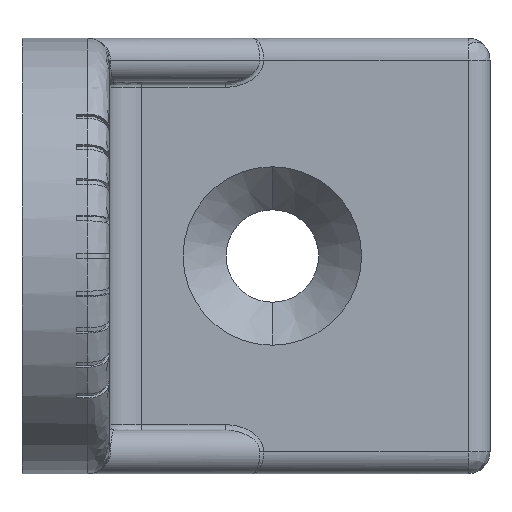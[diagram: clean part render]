
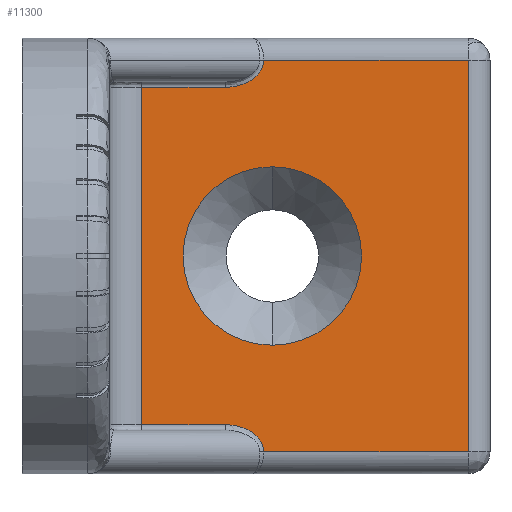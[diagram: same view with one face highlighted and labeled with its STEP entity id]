
A CAD part, left-side view. The second image highlights one B-rep face of the part: STEP entity #11300.
In plain terms, the highlighted planar face has unit normal (-1, 0, 0).
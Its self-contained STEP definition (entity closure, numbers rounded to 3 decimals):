
#512 = EDGE_CURVE ( 'NONE', #8004, #934, #7134, .T. ) ;
#526 = CARTESIAN_POINT ( 'NONE',  ( -8., -11., -15.5 ) ) ;
#527 = CARTESIAN_POINT ( 'NONE',  ( -8., -22.207, 17.836 ) ) ;
#729 = CARTESIAN_POINT ( 'NONE',  ( -8., -21.503, 16.467 ) ) ;
#934 = VERTEX_POINT ( 'NONE', #4830 ) ;
#943 = CARTESIAN_POINT ( 'NONE',  ( -8., -23., -8.2 ) ) ;
#1384 = EDGE_CURVE ( 'NONE', #8786, #12842, #2227, .T. ) ;
#1642 = AXIS2_PLACEMENT_3D ( 'NONE', #10063, #5831, #8890 ) ;
#1723 = CARTESIAN_POINT ( 'NONE',  ( -8., -20.844, -16.001 ) ) ;
#1756 = ORIENTED_EDGE ( 'NONE', *, *, #9894, .T. ) ;
#1940 = CIRCLE ( 'NONE', #1642, 8.2 ) ;
#2049 = CARTESIAN_POINT ( 'NONE',  ( -8., -20.458, 15.817 ) ) ;
#2094 = CARTESIAN_POINT ( 'NONE',  ( -8., -43., -18. ) ) ;
#2159 = CARTESIAN_POINT ( 'NONE',  ( -8., -21.758, 16.737 ) ) ;
#2227 = LINE ( 'NONE', #5813, #7610 ) ;
#2238 = VECTOR ( 'NONE', #11321, 1000. ) ;
#2340 = EDGE_CURVE ( 'NONE', #12842, #8004, #3878, .T. ) ;
#2390 = CARTESIAN_POINT ( 'NONE',  ( -8., -43., 20. ) ) ;
#2495 = CARTESIAN_POINT ( 'NONE',  ( -8., -18.672, 15.5 ) ) ;
#2652 = EDGE_CURVE ( 'NONE', #9437, #9739, #9595, .T. ) ;
#2678 = DIRECTION ( 'NONE',  ( 0., 0., -1. ) ) ;
#2903 = EDGE_CURVE ( 'NONE', #8786, #9739, #11493, .T. ) ;
#3198 = ORIENTED_EDGE ( 'NONE', *, *, #2340, .F. ) ;
#3522 = DIRECTION ( 'NONE',  ( 0., 0., -1. ) ) ;
#3614 = CIRCLE ( 'NONE', #10598, 8.2 ) ;
#3676 = CARTESIAN_POINT ( 'NONE',  ( -8., -22.116, 17.431 ) ) ;
#3827 = VERTEX_POINT ( 'NONE', #943 ) ;
#3852 = CARTESIAN_POINT ( 'NONE',  ( -8., -41., -18. ) ) ;
#3878 = LINE ( 'NONE', #8057, #8310 ) ;
#3889 = EDGE_LOOP ( 'NONE', ( #7832, #4311, #3198, #4485, #7783, #4173, #9904, #3920 ) ) ;
#3909 = LINE ( 'NONE', #11183, #13555 ) ;
#3920 = ORIENTED_EDGE ( 'NONE', *, *, #5655, .F. ) ;
#4173 = ORIENTED_EDGE ( 'NONE', *, *, #2652, .F. ) ;
#4311 = ORIENTED_EDGE ( 'NONE', *, *, #512, .F. ) ;
#4375 = DIRECTION ( 'NONE',  ( 0., 1., 0. ) ) ;
#4485 = ORIENTED_EDGE ( 'NONE', *, *, #1384, .F. ) ;
#4622 = CARTESIAN_POINT ( 'NONE',  ( -8., -23., 0. ) ) ;
#4830 = CARTESIAN_POINT ( 'NONE',  ( -8., -22.207, -18. ) ) ;
#4902 = DIRECTION ( 'NONE',  ( 0., 0., 1. ) ) ;
#5250 = CARTESIAN_POINT ( 'NONE',  ( -8., -19.14, 15.5 ) ) ;
#5392 = CARTESIAN_POINT ( 'NONE',  ( -8., -11., 15.5 ) ) ;
#5594 = PLANE ( 'NONE',  #11563 ) ;
#5655 = EDGE_CURVE ( 'NONE', #12108, #11056, #10926, .T. ) ;
#5687 = DIRECTION ( 'NONE',  ( 0., 0., 1. ) ) ;
#5713 = CARTESIAN_POINT ( 'NONE',  ( -8., -41., 18. ) ) ;
#5759 = ORIENTED_EDGE ( 'NONE', *, *, #11818, .T. ) ;
#5813 = CARTESIAN_POINT ( 'NONE',  ( -8., 0., 18. ) ) ;
#5831 = DIRECTION ( 'NONE',  ( 1., 0., 0. ) ) ;
#5856 = CARTESIAN_POINT ( 'NONE',  ( -8., -22.207, -18. ) ) ;
#5907 = EDGE_CURVE ( 'NONE', #11056, #9437, #3909, .T. ) ;
#6227 = CARTESIAN_POINT ( 'NONE',  ( -8., -18.672, -15.5 ) ) ;
#6681 = CARTESIAN_POINT ( 'NONE',  ( -8., -22.207, 18. ) ) ;
#6886 = CARTESIAN_POINT ( 'NONE',  ( -8., -21.761, -16.741 ) ) ;
#7134 = LINE ( 'NONE', #2094, #7461 ) ;
#7214 = FACE_OUTER_BOUND ( 'NONE', #3889, .T. ) ;
#7461 = VECTOR ( 'NONE', #12658, 1000. ) ;
#7610 = VECTOR ( 'NONE', #13007, 1000. ) ;
#7736 = CARTESIAN_POINT ( 'NONE',  ( -8., -22.088, 17.352 ) ) ;
#7783 = ORIENTED_EDGE ( 'NONE', *, *, #2903, .T. ) ;
#7809 = VERTEX_POINT ( 'NONE', #11491 ) ;
#7832 = ORIENTED_EDGE ( 'NONE', *, *, #12418, .F. ) ;
#7838 = CARTESIAN_POINT ( 'NONE',  ( -8., -22.185, 17.674 ) ) ;
#7944 = CARTESIAN_POINT ( 'NONE',  ( -8., -21.499, -16.464 ) ) ;
#7987 = CARTESIAN_POINT ( 'NONE',  ( -8., -18.672, 15.5 ) ) ;
#8004 = VERTEX_POINT ( 'NONE', #3852 ) ;
#8057 = CARTESIAN_POINT ( 'NONE',  ( -8., -41., 20. ) ) ;
#8310 = VECTOR ( 'NONE', #2678, 1000. ) ;
#8493 = VECTOR ( 'NONE', #4375, 1000. ) ;
#8786 = VERTEX_POINT ( 'NONE', #11566 ) ;
#8890 = DIRECTION ( 'NONE',  ( 0., 0., 1. ) ) ;
#9295 = EDGE_LOOP ( 'NONE', ( #1756, #5759 ) ) ;
#9437 = VERTEX_POINT ( 'NONE', #5392 ) ;
#9553 = CARTESIAN_POINT ( 'NONE',  ( -8., -43., -15.5 ) ) ;
#9595 = LINE ( 'NONE', #13233, #2238 ) ;
#9739 = VERTEX_POINT ( 'NONE', #2495 ) ;
#9779 = DIRECTION ( 'NONE',  ( 1., 0., 0. ) ) ;
#9798 = DIRECTION ( 'NONE',  ( 1., 0., 0. ) ) ;
#9846 = CARTESIAN_POINT ( 'NONE',  ( -8., -21.983, 17.12 ) ) ;
#9894 = EDGE_CURVE ( 'NONE', #7809, #3827, #1940, .T. ) ;
#9904 = ORIENTED_EDGE ( 'NONE', *, *, #5907, .F. ) ;
#10063 = CARTESIAN_POINT ( 'NONE',  ( -8., -23., 0. ) ) ;
#10598 = AXIS2_PLACEMENT_3D ( 'NONE', #4622, #9779, #5687 ) ;
#10926 = LINE ( 'NONE', #9553, #8493 ) ;
#11056 = VERTEX_POINT ( 'NONE', #526 ) ;
#11165 = B_SPLINE_CURVE_WITH_KNOTS ( 'NONE', 3,
 ( #5856, #13186, #12288, #6886, #7944, #1723, #11232, #13133, #12115, #13276 ),
 .UNSPECIFIED., .F., .F.,
 ( 4, 2, 2, 2, 4 ),
 ( 0., 0.25, 0.5, 0.75, 1. ),
 .UNSPECIFIED. ) ;
#11183 = CARTESIAN_POINT ( 'NONE',  ( -8., -11., 20. ) ) ;
#11232 = CARTESIAN_POINT ( 'NONE',  ( -8., -20.452, -15.816 ) ) ;
#11300 = ADVANCED_FACE ( 'NONE', ( #13263, #7214 ), #5594, .F. ) ;
#11321 = DIRECTION ( 'NONE',  ( 0., -1., 0. ) ) ;
#11491 = CARTESIAN_POINT ( 'NONE',  ( -8., -23., 8.2 ) ) ;
#11493 = B_SPLINE_CURVE_WITH_KNOTS ( 'NONE', 3,
 ( #6681, #527, #7838, #3676, #7736, #12033, #9846, #2159, #729, #12251, #2049, #11546, #5250, #7987 ),
 .UNSPECIFIED., .F., .F.,
 ( 4, 2, 2, 2, 2, 2, 4 ),
 ( 0., 0.125, 0.187, 0.25, 0.5, 0.75, 1. ),
 .UNSPECIFIED. ) ;
#11546 = CARTESIAN_POINT ( 'NONE',  ( -8., -19.591, 15.563 ) ) ;
#11563 = AXIS2_PLACEMENT_3D ( 'NONE', #2390, #9798, #3522 ) ;
#11566 = CARTESIAN_POINT ( 'NONE',  ( -8., -22.207, 18. ) ) ;
#11818 = EDGE_CURVE ( 'NONE', #3827, #7809, #3614, .T. ) ;
#12033 = CARTESIAN_POINT ( 'NONE',  ( -8., -22.021, 17.196 ) ) ;
#12108 = VERTEX_POINT ( 'NONE', #6227 ) ;
#12115 = CARTESIAN_POINT ( 'NONE',  ( -8., -19.134, -15.5 ) ) ;
#12251 = CARTESIAN_POINT ( 'NONE',  ( -8., -20.84, 15.998 ) ) ;
#12288 = CARTESIAN_POINT ( 'NONE',  ( -8., -22.115, -17.346 ) ) ;
#12418 = EDGE_CURVE ( 'NONE', #934, #12108, #11165, .T. ) ;
#12658 = DIRECTION ( 'NONE',  ( 0., 1., 0. ) ) ;
#12842 = VERTEX_POINT ( 'NONE', #5713 ) ;
#13007 = DIRECTION ( 'NONE',  ( 0., -1., 0. ) ) ;
#13133 = CARTESIAN_POINT ( 'NONE',  ( -8., -19.597, -15.565 ) ) ;
#13186 = CARTESIAN_POINT ( 'NONE',  ( -8., -22.207, -17.673 ) ) ;
#13233 = CARTESIAN_POINT ( 'NONE',  ( -8., -43., 15.5 ) ) ;
#13263 = FACE_BOUND ( 'NONE', #9295, .T. ) ;
#13276 = CARTESIAN_POINT ( 'NONE',  ( -8., -18.672, -15.5 ) ) ;
#13555 = VECTOR ( 'NONE', #4902, 1000. ) ;
